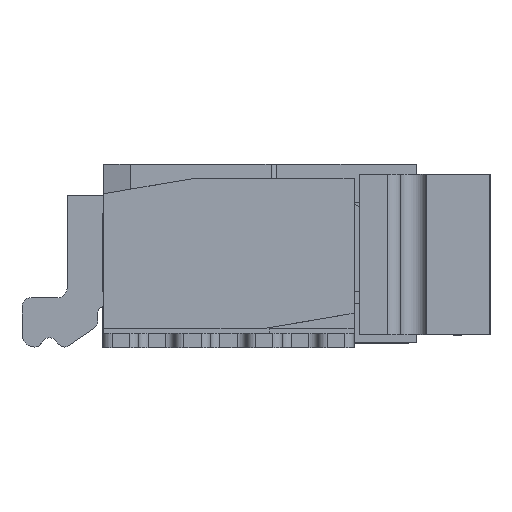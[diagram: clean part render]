
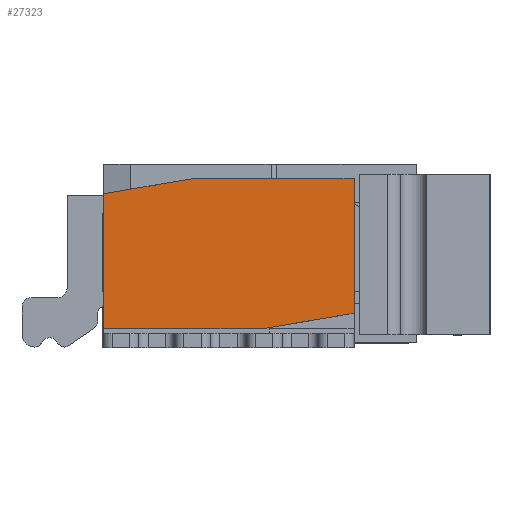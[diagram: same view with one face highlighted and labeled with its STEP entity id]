
A CAD part, left-side view. The second image highlights one B-rep face of the part: STEP entity #27323.
In plain terms, the highlighted planar face has unit normal (-1, 0, 0).
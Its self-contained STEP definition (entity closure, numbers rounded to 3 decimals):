
#2007=FACE_OUTER_BOUND($,#3504,.T.);
#3504=EDGE_LOOP($,(#20909,#20910,#20911,#20912,#20913,#20914));
#4526=LINE($,#38876,#7708);
#5565=LINE($,#41305,#8747);
#5869=LINE($,#42040,#9051);
#5870=LINE($,#42042,#9052);
#5871=LINE($,#42044,#9053);
#5872=LINE($,#42045,#9054);
#7708=VECTOR($,#30885,1.885);
#8747=VECTOR($,#32998,1.885);
#9051=VECTOR($,#33786,2.23);
#9052=VECTOR($,#33789,1.288);
#9053=VECTOR($,#33790,2.23);
#9054=VECTOR($,#33791,1.288);
#10874=VERTEX_POINT($,#38873);
#10875=VERTEX_POINT($,#38875);
#11727=VERTEX_POINT($,#41302);
#11728=VERTEX_POINT($,#41304);
#11917=VERTEX_POINT($,#42038);
#11918=VERTEX_POINT($,#42043);
#13596=EDGE_CURVE($,#10874,#10875,#4526,.T.);
#14838=EDGE_CURVE($,#11728,#11727,#5565,.T.);
#15197=EDGE_CURVE($,#11727,#11917,#5869,.T.);
#15198=EDGE_CURVE($,#10875,#11917,#5870,.T.);
#15199=EDGE_CURVE($,#11918,#10874,#5871,.T.);
#15200=EDGE_CURVE($,#11728,#11918,#5872,.T.);
#20909=ORIENTED_EDGE($,*,*,#15198,.F.);
#20910=ORIENTED_EDGE($,*,*,#13596,.F.);
#20911=ORIENTED_EDGE($,*,*,#15199,.F.);
#20912=ORIENTED_EDGE($,*,*,#15200,.F.);
#20913=ORIENTED_EDGE($,*,*,#14838,.T.);
#20914=ORIENTED_EDGE($,*,*,#15197,.T.);
#26182=PLANE($,#29162);
#27323=ADVANCED_FACE($,(#2007),#26182,.T.);
#29162=AXIS2_PLACEMENT_3D($,#42041,#33787,#33788);
#30885=DIRECTION($,(0.,0.,1.));
#32998=DIRECTION($,(0.,0.,1.));
#33786=DIRECTION($,(0.,1.,0.));
#33787=DIRECTION('center_axis',(-1.,0.,0.));
#33788=DIRECTION('ref_axis',(0.,-1.,0.));
#33789=DIRECTION($,(0.,-0.986,0.167));
#33790=DIRECTION($,(0.,1.,0.));
#33791=DIRECTION($,(0.,0.986,-0.167));
#38873=CARTESIAN_POINT('',(-14.565,-1.055,0.265));
#38875=CARTESIAN_POINT('',(-14.565,-1.055,2.15));
#38876=CARTESIAN_POINT($,(-14.565,-1.055,0.265));
#41302=CARTESIAN_POINT('',(-14.565,-4.555,2.365));
#41304=CARTESIAN_POINT('',(-14.565,-4.555,0.48));
#41305=CARTESIAN_POINT($,(-14.565,-4.555,0.48));
#42038=CARTESIAN_POINT('',(-14.565,-2.325,2.365));
#42040=CARTESIAN_POINT($,(-14.565,-4.555,2.365));
#42041=CARTESIAN_POINT('Origin',(-14.565,-1.055,0.07));
#42042=CARTESIAN_POINT($,(-14.565,-1.055,2.15));
#42043=CARTESIAN_POINT('',(-14.565,-3.285,0.265));
#42044=CARTESIAN_POINT($,(-14.565,-3.285,0.265));
#42045=CARTESIAN_POINT($,(-14.565,-4.555,0.48));
